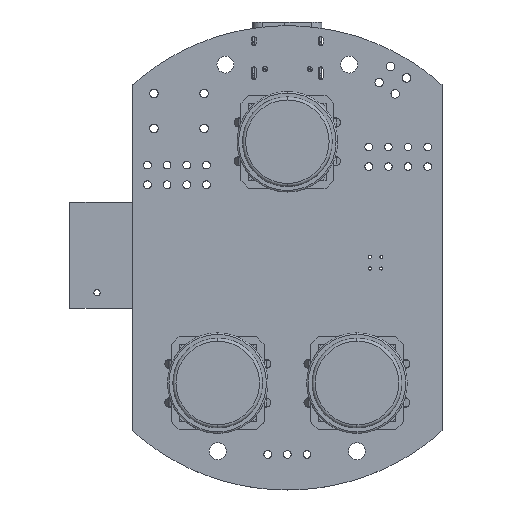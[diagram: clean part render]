
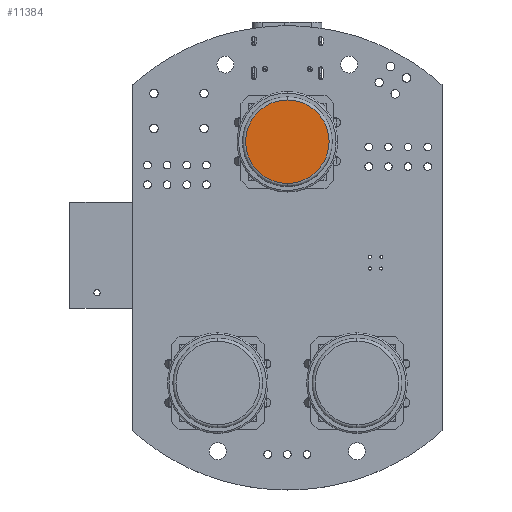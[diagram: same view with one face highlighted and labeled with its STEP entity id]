
A CAD part, top view. The second image highlights one B-rep face of the part: STEP entity #11384.
In plain terms, the highlighted face is planar.
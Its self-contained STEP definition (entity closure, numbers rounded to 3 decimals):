
#9073 = TOROIDAL_SURFACE('',#9074,5.4,0.4);
#9074 = AXIS2_PLACEMENT_3D('',#9075,#9076,#9077);
#9075 = CARTESIAN_POINT('',(0.,11.9,0.));
#9076 = DIRECTION('',(0.,1.,0.));
#9077 = DIRECTION('',(0.,0.,1.));
#9098 = VERTEX_POINT('',#9099);
#9099 = CARTESIAN_POINT('',(0.,12.3,-5.4));
#9114 = TOROIDAL_SURFACE('',#9115,5.4,0.4);
#9115 = AXIS2_PLACEMENT_3D('',#9116,#9117,#9118);
#9116 = CARTESIAN_POINT('',(0.,11.9,0.));
#9117 = DIRECTION('',(0.,1.,0.));
#9118 = DIRECTION('',(0.,0.,1.));
#9126 = EDGE_CURVE('',#9127,#9098,#9129,.T.);
#9127 = VERTEX_POINT('',#9128);
#9128 = CARTESIAN_POINT('',(0.,12.3,5.4));
#9129 = SURFACE_CURVE('',#9130,(#9135,#9142),.PCURVE_S1.);
#9130 = CIRCLE('',#9131,5.4);
#9131 = AXIS2_PLACEMENT_3D('',#9132,#9133,#9134);
#9132 = CARTESIAN_POINT('',(0.,12.3,0.));
#9133 = DIRECTION('',(0.,1.,0.));
#9134 = DIRECTION('',(0.,0.,1.));
#9135 = PCURVE('',#9073,#9136);
#9136 = DEFINITIONAL_REPRESENTATION('',(#9137),#9141);
#9137 = LINE('',#9138,#9139);
#9138 = CARTESIAN_POINT('',(0.,1.571));
#9139 = VECTOR('',#9140,1.);
#9140 = DIRECTION('',(1.,0.));
#9141 = ( GEOMETRIC_REPRESENTATION_CONTEXT(2) 
PARAMETRIC_REPRESENTATION_CONTEXT() REPRESENTATION_CONTEXT('2D SPACE',''
  ) );
#9142 = PCURVE('',#9143,#9148);
#9143 = PLANE('',#9144);
#9144 = AXIS2_PLACEMENT_3D('',#9145,#9146,#9147);
#9145 = CARTESIAN_POINT('',(0.,12.3,0.));
#9146 = DIRECTION('',(0.,1.,0.));
#9147 = DIRECTION('',(0.,0.,1.));
#9148 = DEFINITIONAL_REPRESENTATION('',(#9149),#9153);
#9149 = CIRCLE('',#9150,5.4);
#9150 = AXIS2_PLACEMENT_2D('',#9151,#9152);
#9151 = CARTESIAN_POINT('',(0.,0.));
#9152 = DIRECTION('',(1.,0.));
#9153 = ( GEOMETRIC_REPRESENTATION_CONTEXT(2) 
PARAMETRIC_REPRESENTATION_CONTEXT() REPRESENTATION_CONTEXT('2D SPACE',''
  ) );
#11384 = ADVANCED_FACE('',(#11385),#9143,.T.);
#11385 = FACE_BOUND('',#11386,.T.);
#11386 = EDGE_LOOP('',(#11387,#11388));
#11387 = ORIENTED_EDGE('',*,*,#9126,.T.);
#11388 = ORIENTED_EDGE('',*,*,#11389,.T.);
#11389 = EDGE_CURVE('',#9098,#9127,#11390,.T.);
#11390 = SURFACE_CURVE('',#11391,(#11396,#11403),.PCURVE_S1.);
#11391 = CIRCLE('',#11392,5.4);
#11392 = AXIS2_PLACEMENT_3D('',#11393,#11394,#11395);
#11393 = CARTESIAN_POINT('',(0.,12.3,0.));
#11394 = DIRECTION('',(0.,1.,0.));
#11395 = DIRECTION('',(0.,0.,1.));
#11396 = PCURVE('',#9143,#11397);
#11397 = DEFINITIONAL_REPRESENTATION('',(#11398),#11402);
#11398 = CIRCLE('',#11399,5.4);
#11399 = AXIS2_PLACEMENT_2D('',#11400,#11401);
#11400 = CARTESIAN_POINT('',(0.,0.));
#11401 = DIRECTION('',(1.,0.));
#11402 = ( GEOMETRIC_REPRESENTATION_CONTEXT(2) 
PARAMETRIC_REPRESENTATION_CONTEXT() REPRESENTATION_CONTEXT('2D SPACE',''
  ) );
#11403 = PCURVE('',#9114,#11404);
#11404 = DEFINITIONAL_REPRESENTATION('',(#11405),#11409);
#11405 = LINE('',#11406,#11407);
#11406 = CARTESIAN_POINT('',(0.,1.571));
#11407 = VECTOR('',#11408,1.);
#11408 = DIRECTION('',(1.,0.));
#11409 = ( GEOMETRIC_REPRESENTATION_CONTEXT(2) 
PARAMETRIC_REPRESENTATION_CONTEXT() REPRESENTATION_CONTEXT('2D SPACE',''
  ) );
